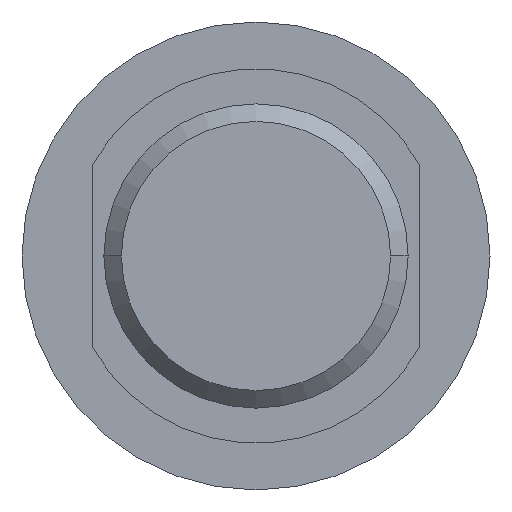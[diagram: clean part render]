
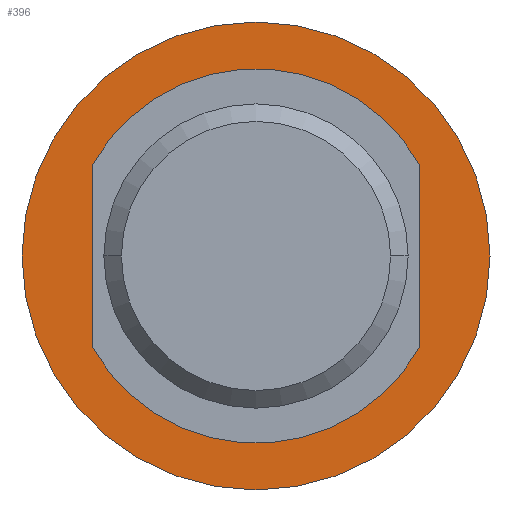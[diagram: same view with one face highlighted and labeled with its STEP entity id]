
A CAD part, left-side view. The second image highlights one B-rep face of the part: STEP entity #396.
In plain terms, the highlighted free-form (B-spline) face has degree [1, 1] with [2, 2] control points.
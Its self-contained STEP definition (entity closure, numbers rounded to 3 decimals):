
#134=CARTESIAN_POINT('',(80.0,12.5,0.));
#135=VERTEX_POINT('',#134);
#151=CARTESIAN_POINT('',(80.0,-12.5,0.));
#152=VERTEX_POINT('',#151);
#159=CARTESIAN_POINT('',(80.0,0.0,0.0));
#160=DIRECTION('',(-1.0,0.0,0.0));
#161=DIRECTION('',(0.0,1.0,0.0));
#162=AXIS2_PLACEMENT_3D('',#159,#160,#161);
#163=CIRCLE('',#162,12.5);
#164=EDGE_CURVE('',#152,#135,#163,.T.);
#174=CARTESIAN_POINT('',(80.0,20.0,0.0));
#175=VERTEX_POINT('',#174);
#184=CARTESIAN_POINT('',(80.0,-20.,0.));
#185=VERTEX_POINT('',#184);
#186=CARTESIAN_POINT('',(80.0,0.0,0.0));
#187=DIRECTION('',(1.0,0.0,0.0));
#188=DIRECTION('',(0.0,1.0,0.0));
#189=AXIS2_PLACEMENT_3D('',#186,#187,#188);
#190=CIRCLE('',#189,20.);
#191=EDGE_CURVE('',#175,#185,#190,.T.);
#371=CARTESIAN_POINT('',(80.0,20.,-20.));
#372=CARTESIAN_POINT('',(80.0,20.,20.));
#373=CARTESIAN_POINT('',(80.0,-20.,-20.));
#374=CARTESIAN_POINT('',(80.0,-20.,20.));
#375=B_SPLINE_SURFACE_WITH_KNOTS('',1,1,((#371,#373),(#372,#374)),.UNSPECIFIED.,.F.,.F.,.U.,(2,2),(2,2),(0.0,40.),(0.0,40.),.UNSPECIFIED.);
#376=ORIENTED_EDGE('',*,*,#191,.F.);
#377=CARTESIAN_POINT('',(80.0,0.0,0.0));
#378=DIRECTION('',(1.0,0.0,0.0));
#379=DIRECTION('',(0.0,1.0,0.0));
#380=AXIS2_PLACEMENT_3D('',#377,#378,#379);
#381=CIRCLE('',#380,20.);
#382=EDGE_CURVE('',#185,#175,#381,.T.);
#383=ORIENTED_EDGE('',*,*,#382,.F.);
#384=EDGE_LOOP('',(#376,#383));
#385=FACE_OUTER_BOUND('',#384,.T.);
#386=ORIENTED_EDGE('',*,*,#164,.F.);
#387=CARTESIAN_POINT('',(80.0,0.0,0.0));
#388=DIRECTION('',(-1.0,0.0,0.0));
#389=DIRECTION('',(0.0,1.0,0.0));
#390=AXIS2_PLACEMENT_3D('',#387,#388,#389);
#391=CIRCLE('',#390,12.5);
#392=EDGE_CURVE('',#135,#152,#391,.T.);
#393=ORIENTED_EDGE('',*,*,#392,.F.);
#394=EDGE_LOOP('',(#386,#393));
#395=FACE_BOUND('',#394,.T.);
#396=ADVANCED_FACE('',(#385,#395),#375,.F.);
